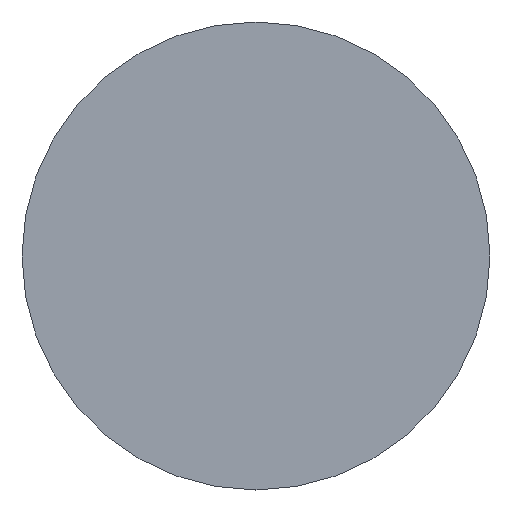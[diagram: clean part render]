
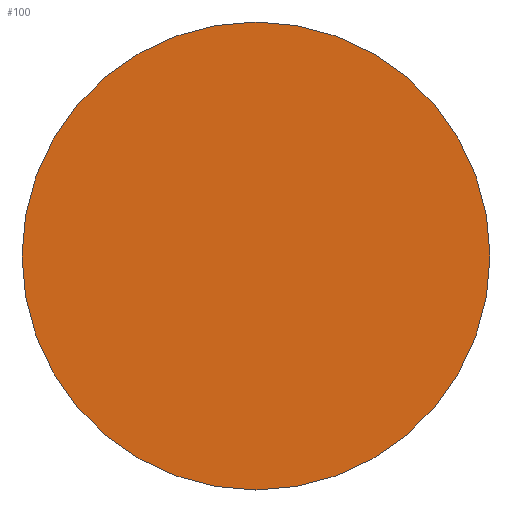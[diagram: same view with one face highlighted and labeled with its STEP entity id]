
A CAD part, left-side view. The second image highlights one B-rep face of the part: STEP entity #100.
In plain terms, the highlighted planar face has unit normal (-1, 0, 0).
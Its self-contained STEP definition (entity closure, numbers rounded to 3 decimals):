
#2 = EDGE_CURVE ( 'NONE', #105, #151, #16, .T. ) ;
#3 = ORIENTED_EDGE ( 'NONE', *, *, #146, .T. ) ;
#11 = ORIENTED_EDGE ( 'NONE', *, *, #2, .T. ) ;
#16 = CIRCLE ( 'NONE', #22, 20. ) ;
#17 = CARTESIAN_POINT ( 'NONE',  ( 114.975, 65.157, 0. ) ) ;
#22 = AXIS2_PLACEMENT_3D ( 'NONE', #145, #70, #69 ) ;
#28 = CIRCLE ( 'NONE', #99, 20. ) ;
#31 = AXIS2_PLACEMENT_3D ( 'NONE', #137, #91, #60 ) ;
#52 = PLANE ( 'NONE',  #31 ) ;
#60 = DIRECTION ( 'NONE',  ( 0., 1., 0. ) ) ;
#69 = DIRECTION ( 'NONE',  ( 0., -1., 0. ) ) ;
#70 = DIRECTION ( 'NONE',  ( -1., 0., 0. ) ) ;
#84 = CARTESIAN_POINT ( 'NONE',  ( 114.975, 45.157, 0. ) ) ;
#88 = EDGE_LOOP ( 'NONE', ( #11, #3 ) ) ;
#89 = DIRECTION ( 'NONE',  ( 0., -1., 0. ) ) ;
#91 = DIRECTION ( 'NONE',  ( 1., 0., 0. ) ) ;
#99 = AXIS2_PLACEMENT_3D ( 'NONE', #17, #118, #89 ) ;
#100 = ADVANCED_FACE ( 'NONE', ( #126 ), #52, .F. ) ;
#105 = VERTEX_POINT ( 'NONE', #84 ) ;
#106 = CARTESIAN_POINT ( 'NONE',  ( 114.975, 85.157, 0. ) ) ;
#118 = DIRECTION ( 'NONE',  ( -1., 0., 0. ) ) ;
#126 = FACE_OUTER_BOUND ( 'NONE', #88, .T. ) ;
#137 = CARTESIAN_POINT ( 'NONE',  ( 114.975, 65.157, 0. ) ) ;
#145 = CARTESIAN_POINT ( 'NONE',  ( 114.975, 65.157, 0. ) ) ;
#146 = EDGE_CURVE ( 'NONE', #151, #105, #28, .T. ) ;
#151 = VERTEX_POINT ( 'NONE', #106 ) ;
